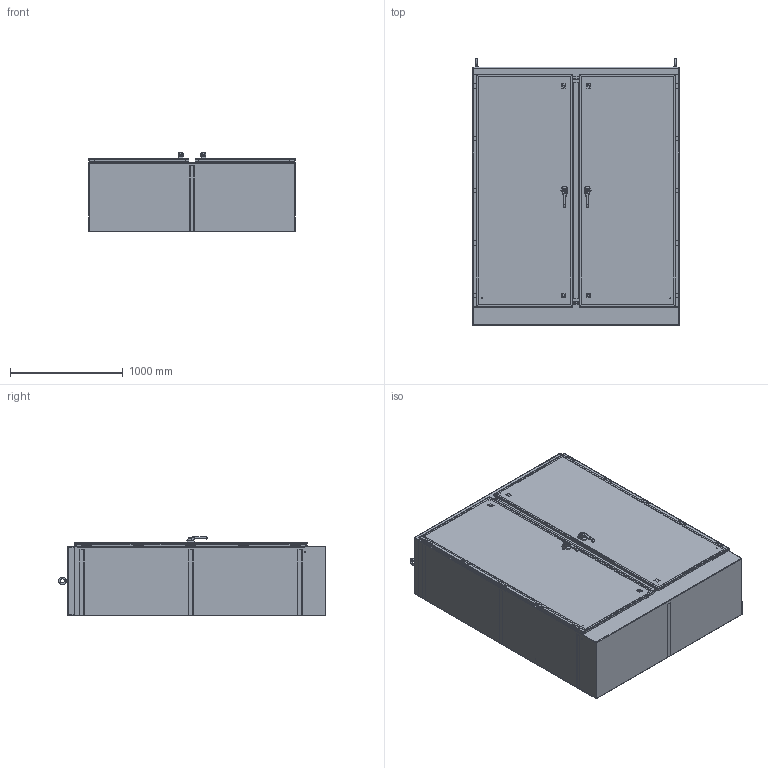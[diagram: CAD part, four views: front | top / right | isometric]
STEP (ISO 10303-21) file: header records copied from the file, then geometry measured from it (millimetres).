
FILE_DESCRIPTION (( 'STEP AP214' ), '1' );
FILE_NAME ('WRD907224FSD4.STEP', '2018-05-08T12:11:28', ( '' ), ( '' ), 'SwSTEP 2.0', 'SolidWorks 2017', '' );
FILE_SCHEMA (( 'AUTOMOTIVE_DESIGN' ));
Length unit declared in the file: inch
Products named in the file (1): WRD907224FSD4
Bounding box: 1832.18 x 2368.19 x 699.19 mm (x, y, z)
Volume: 44636026.4 mm3; surface area: 32218325 mm2
Topology: 170 solids, 170 shells, 3566 faces, 8816 edges, 5694 vertices
Faces by surface type: plane 1652, cylinder 1192, bspline 398, cone 324
Full cylindrical faces by diameter (mm): 3.2 x10, 3.9 x2, 3.969 x8, 4.2 x4, 4.5 x4, 4.978 x20, 5 x6, 5.08 x8, 5.4 x4, 5.69 x8, 5.842 x20, 6 x2, 6.128 x4, 6.172 x4, 6.337 x12, 6.345 x10, 6.35 x48, 6.41 x4, 6.756 x28, 7.023 x32, 7.137 x26, 7.144 x4, 7.937 x1, 7.938 x3, 8 x2, 8.2 x2, 8.56 x4, 9.525 x4, 10.16 x8, 11.125 x8
Entity records: 155194 total; most frequent: CARTESIAN_POINT 73216, DIRECTION 15905, ORIENTED_EDGE 15848, EDGE_CURVE 7924, AXIS2_PLACEMENT_3D 5917, VERTEX_POINT 5490, EDGE_LOOP 4782, FACE_OUTER_BOUND 4104
